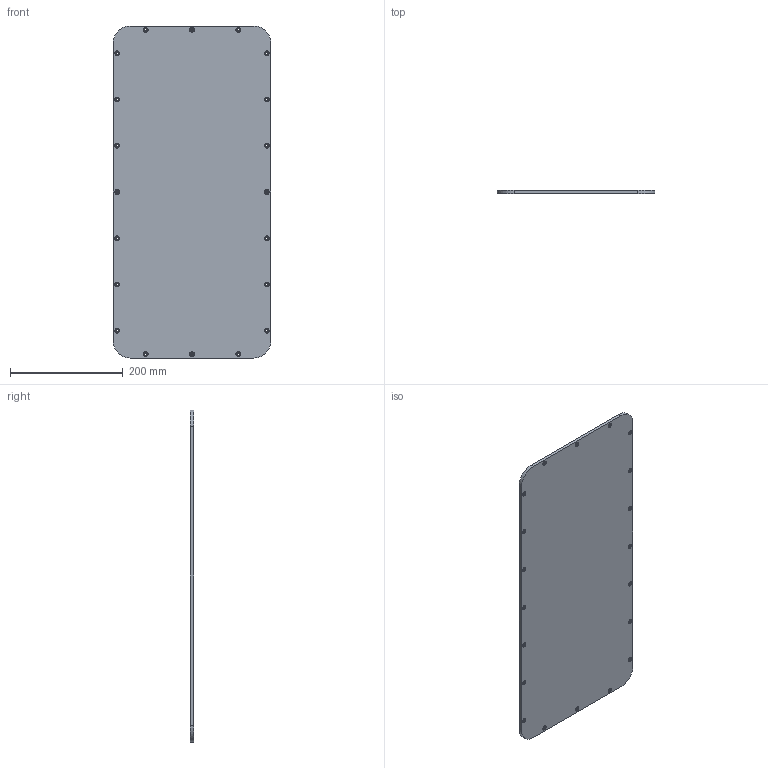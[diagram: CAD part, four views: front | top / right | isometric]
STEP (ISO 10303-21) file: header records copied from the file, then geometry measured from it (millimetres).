
FILE_DESCRIPTION (( 'STEP AP214' ), '1' );
FILE_NAME ('ENCLOSURE, BASE.STEP', '2023-06-26T04:30:35', ( '' ), ( '' ), 'SwSTEP 2.0', 'SolidWorks 2023', '' );
FILE_SCHEMA (( 'AUTOMOTIVE_DESIGN' ));
Length unit declared in the file: millimetre
Products named in the file (1): ENCLOSURE, BASE
Bounding box: 280 x 6 x 590 mm (x, y, z)
Volume: 595355.5 mm3; surface area: 345306.7 mm2
Topology: 1 solids, 1 shells, 119 faces, 288 edges, 192 vertices
Faces by surface type: cylinder 88, plane 31
Entity records: 3681 total; most frequent: DIRECTION 704, CARTESIAN_POINT 600, ORIENTED_EDGE 576, AXIS2_PLACEMENT_3D 296, EDGE_CURVE 288, VERTEX_POINT 192, EDGE_LOOP 180, CIRCLE 176
